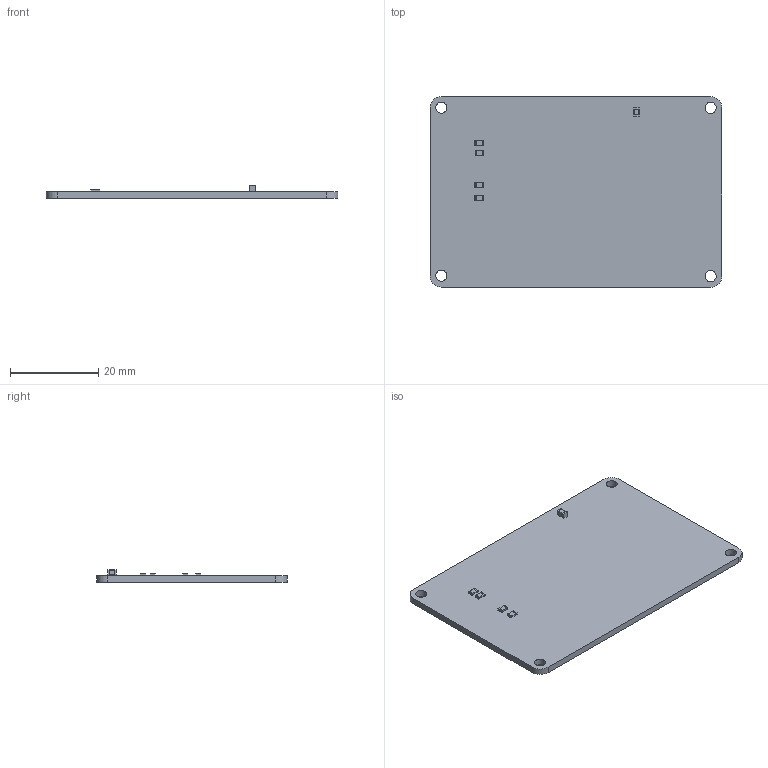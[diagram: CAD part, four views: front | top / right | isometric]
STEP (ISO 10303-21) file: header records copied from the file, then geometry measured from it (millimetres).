
FILE_DESCRIPTION(('KiCad electronic assembly'),'2;1');
FILE_NAME('Esp32InterfacePcb.step','2025-03-03T14:22:45',('Pcbnew'),( 'Kicad'),'Open CASCADE STEP processor 7.8','KiCad to STEP converter' ,'Unknown');
FILE_SCHEMA(('AUTOMOTIVE_DESIGN { 1 0 10303 214 1 1 1 1 }'));
Length unit declared in the file: millimetre
Products named in the file (4): Esp32InterfacePcb 1; R_0805_2012Metric; C_0805_2012Metric; Esp32InterfacePcb_PCB
Assembly tree (6 placements, depth 2):
  Esp32InterfacePcb 1
    R_0805_2012Metric  x4
    C_0805_2012Metric
    Esp32InterfacePcb_PCB
Bounding box: 66.04 x 43.18 x 2.85 mm (x, y, z)
Volume: 4269.9 mm3; surface area: 6061.4 mm2
Topology: 6 solids, 6 shells, 146 faces, 380 edges, 248 vertices
Faces by surface type: plane 94, cylinder 52
Full cylindrical faces by diameter (mm): 2.54 x4
Entity records: 2577 total; most frequent: DIRECTION 382, CARTESIAN_POINT 367, ORIENTED_EDGE 352, EDGE_CURVE 176, AXIS2_PLACEMENT_3D 131, LINE 120, VECTOR 120, VERTEX_POINT 116
